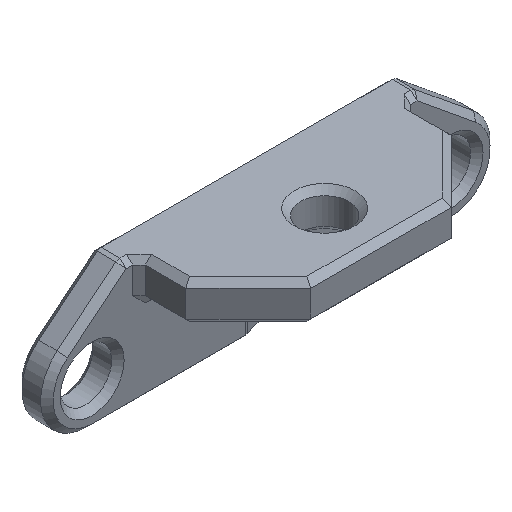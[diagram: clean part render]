
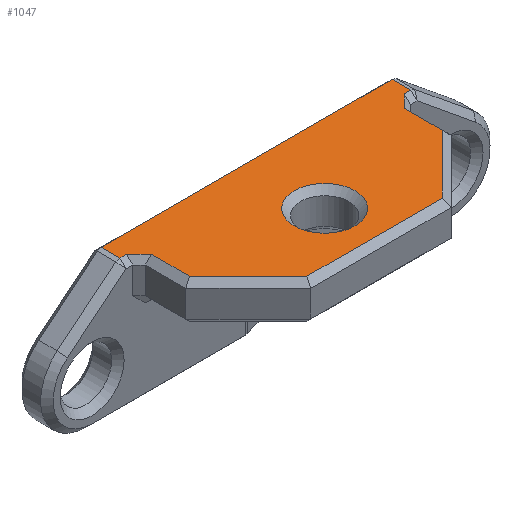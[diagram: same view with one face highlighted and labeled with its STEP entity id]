
A CAD part, isometric view. The second image highlights one B-rep face of the part: STEP entity #1047.
In plain terms, the highlighted planar face has unit normal (0, 0, 1).
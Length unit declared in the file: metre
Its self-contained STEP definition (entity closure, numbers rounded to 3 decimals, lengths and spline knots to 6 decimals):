
#30=LINE('',#1544,#152);
#31=LINE('',#1547,#153);
#32=LINE('',#1549,#154);
#33=LINE('',#1551,#155);
#34=LINE('',#1553,#156);
#35=LINE('',#1555,#157);
#36=LINE('',#1557,#158);
#37=LINE('',#1559,#159);
#38=LINE('',#1561,#160);
#39=LINE('',#1563,#161);
#40=LINE('',#1565,#162);
#41=LINE('',#1567,#163);
#152=VECTOR('',#1232,1.);
#153=VECTOR('',#1233,1.);
#154=VECTOR('',#1234,1.);
#155=VECTOR('',#1235,1.);
#156=VECTOR('',#1236,1.);
#157=VECTOR('',#1237,1.);
#158=VECTOR('',#1238,1.);
#159=VECTOR('',#1239,1.);
#160=VECTOR('',#1240,1.);
#161=VECTOR('',#1241,1.);
#162=VECTOR('',#1242,1.);
#163=VECTOR('',#1243,1.);
#274=ORIENTED_EDGE('',*,*,#566,.T.);
#275=ORIENTED_EDGE('',*,*,#567,.T.);
#276=ORIENTED_EDGE('',*,*,#568,.T.);
#277=ORIENTED_EDGE('',*,*,#569,.T.);
#278=ORIENTED_EDGE('',*,*,#570,.T.);
#279=ORIENTED_EDGE('',*,*,#571,.T.);
#280=ORIENTED_EDGE('',*,*,#572,.F.);
#281=ORIENTED_EDGE('',*,*,#573,.T.);
#282=ORIENTED_EDGE('',*,*,#574,.T.);
#283=ORIENTED_EDGE('',*,*,#575,.T.);
#284=ORIENTED_EDGE('',*,*,#576,.T.);
#285=ORIENTED_EDGE('',*,*,#577,.T.);
#286=ORIENTED_EDGE('',*,*,#578,.F.);
#566=EDGE_CURVE('',#712,#712,#798,.F.);
#567=EDGE_CURVE('',#713,#714,#30,.T.);
#568=EDGE_CURVE('',#714,#715,#31,.T.);
#569=EDGE_CURVE('',#715,#716,#32,.T.);
#570=EDGE_CURVE('',#716,#717,#33,.T.);
#571=EDGE_CURVE('',#717,#718,#34,.T.);
#572=EDGE_CURVE('',#719,#718,#35,.T.);
#573=EDGE_CURVE('',#719,#720,#36,.T.);
#574=EDGE_CURVE('',#720,#721,#37,.T.);
#575=EDGE_CURVE('',#721,#722,#38,.T.);
#576=EDGE_CURVE('',#722,#723,#39,.T.);
#577=EDGE_CURVE('',#723,#724,#40,.T.);
#578=EDGE_CURVE('',#713,#724,#41,.T.);
#712=VERTEX_POINT('',#1543);
#713=VERTEX_POINT('',#1545);
#714=VERTEX_POINT('',#1546);
#715=VERTEX_POINT('',#1548);
#716=VERTEX_POINT('',#1550);
#717=VERTEX_POINT('',#1552);
#718=VERTEX_POINT('',#1554);
#719=VERTEX_POINT('',#1556);
#720=VERTEX_POINT('',#1558);
#721=VERTEX_POINT('',#1560);
#722=VERTEX_POINT('',#1562);
#723=VERTEX_POINT('',#1564);
#724=VERTEX_POINT('',#1566);
#798=CIRCLE('',#1132,0.00195);
#822=EDGE_LOOP('',(#274));
#823=EDGE_LOOP('',(#275,#276,#277,#278,#279,#280,#281,#282,#283,#284,#285,
#286));
#908=FACE_BOUND('',#822,.T.);
#909=FACE_BOUND('',#823,.T.);
#994=PLANE('',#1131);
#1047=ADVANCED_FACE('',(#908,#909),#994,.T.);
#1131=AXIS2_PLACEMENT_3D('',#1541,#1228,#1229);
#1132=AXIS2_PLACEMENT_3D('',#1542,#1230,#1231);
#1228=DIRECTION('',(0.,0.,1.));
#1229=DIRECTION('',(0.,-1.,0.));
#1230=DIRECTION('',(0.,0.,1.));
#1231=DIRECTION('',(0.,-1.,0.));
#1232=DIRECTION('',(0.,-1.,0.));
#1233=DIRECTION('',(0.707,-0.707,0.));
#1234=DIRECTION('',(1.,0.,0.));
#1235=DIRECTION('',(0.707,0.707,0.));
#1236=DIRECTION('',(0.,1.,0.));
#1237=DIRECTION('',(-0.707,-0.707,0.));
#1238=DIRECTION('',(1.,0.,0.));
#1239=DIRECTION('',(0.,1.,0.));
#1240=DIRECTION('',(-1.,0.,0.));
#1241=DIRECTION('',(0.,-1.,0.));
#1242=DIRECTION('',(1.,0.,0.));
#1243=DIRECTION('',(-0.707,0.707,0.));
#1541=CARTESIAN_POINT('',(-0.008982,-0.002,0.010807));
#1542=CARTESIAN_POINT('',(0.,-0.0054,0.010807));
#1543=CARTESIAN_POINT('',(0.,-0.00735,0.010807));
#1544=CARTESIAN_POINT('',(-0.0081,-0.002,0.010807));
#1545=CARTESIAN_POINT('',(-0.0081,-0.0024,0.010807));
#1546=CARTESIAN_POINT('',(-0.0081,-0.004834,0.010807));
#1547=CARTESIAN_POINT('',(-0.009958,-0.002976,0.010807));
#1548=CARTESIAN_POINT('',(-0.004334,-0.0086,0.010807));
#1549=CARTESIAN_POINT('',(-0.008982,-0.0086,0.010807));
#1550=CARTESIAN_POINT('',(0.004334,-0.0086,0.010807));
#1551=CARTESIAN_POINT('',(0.000976,-0.011958,0.010807));
#1552=CARTESIAN_POINT('',(0.0081,-0.004834,0.010807));
#1553=CARTESIAN_POINT('',(0.0081,-0.002,0.010807));
#1554=CARTESIAN_POINT('',(0.0081,-0.0024,0.010807));
#1555=CARTESIAN_POINT('',(-0.000241,-0.010741,0.010807));
#1556=CARTESIAN_POINT('',(0.0089,-0.0016,0.010807));
#1557=CARTESIAN_POINT('',(-0.008982,-0.0016,0.010807));
#1558=CARTESIAN_POINT('',(0.009321,-0.0016,0.010807));
#1559=CARTESIAN_POINT('',(0.009321,-0.002,0.010807));
#1560=CARTESIAN_POINT('',(0.009321,-0.0004,0.010807));
#1561=CARTESIAN_POINT('',(-0.009463,-0.0004,0.010807));
#1562=CARTESIAN_POINT('',(-0.009321,-0.0004,0.010807));
#1563=CARTESIAN_POINT('',(-0.009321,-0.002,0.010807));
#1564=CARTESIAN_POINT('',(-0.009321,-0.0016,0.010807));
#1565=CARTESIAN_POINT('',(-0.008982,-0.0016,0.010807));
#1566=CARTESIAN_POINT('',(-0.0089,-0.0016,0.010807));
#1567=CARTESIAN_POINT('',(-0.008741,-0.001759,0.010807));
